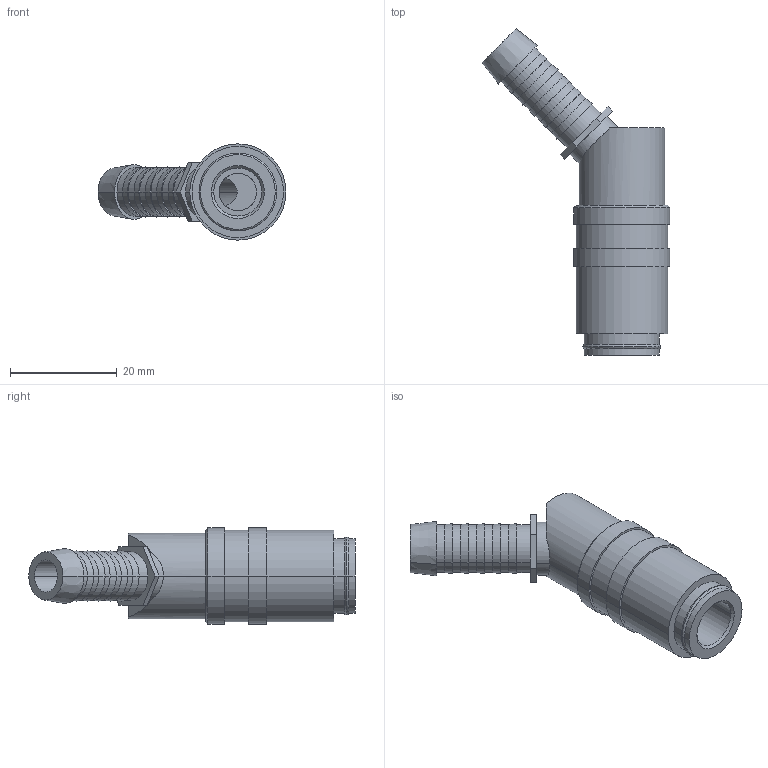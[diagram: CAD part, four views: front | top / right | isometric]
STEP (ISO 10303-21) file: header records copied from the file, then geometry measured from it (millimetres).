
FILE_DESCRIPTION(('STEP AP214'),'1');
FILE_NAME('eshm_9_tl-45.stp','2020-04-22T06:05:43',('TraceParts'),('TraceParts S.A.'),'Spatial InterOp 3D',' ',' ');
FILE_SCHEMA(('automotive_design'));
Length unit declared in the file: millimetre
Products named in the file (1): 1
Bounding box: 35.16 x 61.06 x 18 mm (x, y, z)
Volume: 8126.8 mm3; surface area: 5018.8 mm2
Topology: 1 solids, 1 shells, 80 faces, 170 edges, 106 vertices
Faces by surface type: cylinder 34, plane 26, cone 16, torus 4
Entity records: 3006 total; most frequent: CARTESIAN_POINT 537, DIRECTION 424, ORIENTED_EDGE 340, AXIS2_PLACEMENT_3D 177, EDGE_CURVE 170, VERTEX_POINT 106, EDGE_LOOP 96, CIRCLE 90
